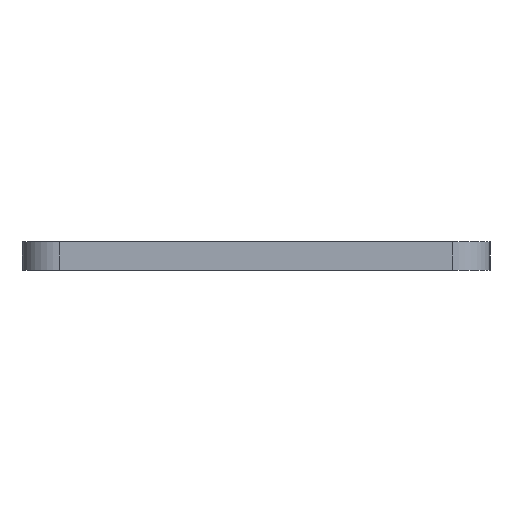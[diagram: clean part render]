
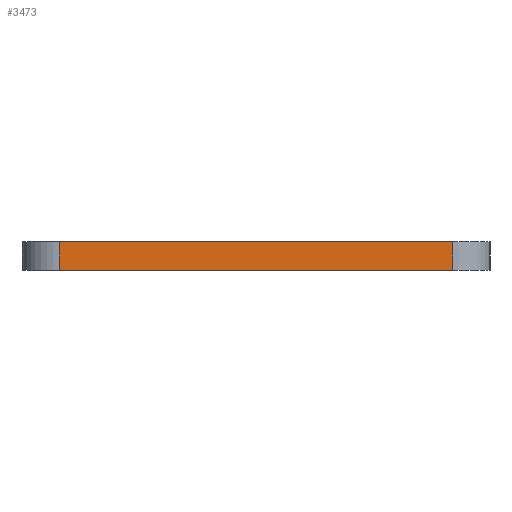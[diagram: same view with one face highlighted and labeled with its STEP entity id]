
A CAD part, left-side view. The second image highlights one B-rep face of the part: STEP entity #3473.
In plain terms, the highlighted planar face has unit normal (-1, 0, 0).
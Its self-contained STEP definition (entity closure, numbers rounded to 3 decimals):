
#66 = PLANE('',#67);
#67 = AXIS2_PLACEMENT_3D('',#68,#69,#70);
#68 = CARTESIAN_POINT('',(-65.027,0.,0.75));
#69 = DIRECTION('',(0.,0.,-1.));
#70 = DIRECTION('',(-1.,0.,0.));
#98 = PLANE('',#99);
#99 = AXIS2_PLACEMENT_3D('',#100,#101,#102);
#100 = CARTESIAN_POINT('',(-65.027,0.,-0.75));
#101 = DIRECTION('',(0.,0.,-1.));
#102 = DIRECTION('',(-1.,0.,0.));
#3333 = CYLINDRICAL_SURFACE('',#3334,2.);
#3334 = AXIS2_PLACEMENT_3D('',#3335,#3336,#3337);
#3335 = CARTESIAN_POINT('',(-68.,-10.5,-0.75));
#3336 = DIRECTION('',(-0.,-0.,-1.));
#3337 = DIRECTION('',(1.,0.,0.));
#3391 = EDGE_CURVE('',#3392,#3394,#3396,.T.);
#3392 = VERTEX_POINT('',#3393);
#3393 = CARTESIAN_POINT('',(-70.,-10.5,-0.75));
#3394 = VERTEX_POINT('',#3395);
#3395 = CARTESIAN_POINT('',(-70.,-10.5,0.75));
#3396 = SURFACE_CURVE('',#3397,(#3401,#3408),.PCURVE_S1.);
#3397 = LINE('',#3398,#3399);
#3398 = CARTESIAN_POINT('',(-70.,-10.5,-0.75));
#3399 = VECTOR('',#3400,1.);
#3400 = DIRECTION('',(0.,0.,1.));
#3401 = PCURVE('',#3333,#3402);
#3402 = DEFINITIONAL_REPRESENTATION('',(#3403),#3407);
#3403 = LINE('',#3404,#3405);
#3404 = CARTESIAN_POINT('',(-3.142,0.));
#3405 = VECTOR('',#3406,1.);
#3406 = DIRECTION('',(-0.,-1.));
#3407 = ( GEOMETRIC_REPRESENTATION_CONTEXT(2) 
PARAMETRIC_REPRESENTATION_CONTEXT() REPRESENTATION_CONTEXT('2D SPACE',''
  ) );
#3408 = PCURVE('',#3409,#3414);
#3409 = PLANE('',#3410);
#3410 = AXIS2_PLACEMENT_3D('',#3411,#3412,#3413);
#3411 = CARTESIAN_POINT('',(-70.,10.5,-0.75));
#3412 = DIRECTION('',(1.,0.,0.));
#3413 = DIRECTION('',(0.,-1.,0.));
#3414 = DEFINITIONAL_REPRESENTATION('',(#3415),#3419);
#3415 = LINE('',#3416,#3417);
#3416 = CARTESIAN_POINT('',(21.,0.));
#3417 = VECTOR('',#3418,1.);
#3418 = DIRECTION('',(0.,-1.));
#3419 = ( GEOMETRIC_REPRESENTATION_CONTEXT(2) 
PARAMETRIC_REPRESENTATION_CONTEXT() REPRESENTATION_CONTEXT('2D SPACE',''
  ) );
#3473 = ADVANCED_FACE('',(#3474),#3409,.F.);
#3474 = FACE_BOUND('',#3475,.F.);
#3475 = EDGE_LOOP('',(#3476,#3506,#3527,#3528));
#3476 = ORIENTED_EDGE('',*,*,#3477,.T.);
#3477 = EDGE_CURVE('',#3478,#3480,#3482,.T.);
#3478 = VERTEX_POINT('',#3479);
#3479 = CARTESIAN_POINT('',(-70.,10.5,-0.75));
#3480 = VERTEX_POINT('',#3481);
#3481 = CARTESIAN_POINT('',(-70.,10.5,0.75));
#3482 = SURFACE_CURVE('',#3483,(#3487,#3494),.PCURVE_S1.);
#3483 = LINE('',#3484,#3485);
#3484 = CARTESIAN_POINT('',(-70.,10.5,-0.75));
#3485 = VECTOR('',#3486,1.);
#3486 = DIRECTION('',(0.,0.,1.));
#3487 = PCURVE('',#3409,#3488);
#3488 = DEFINITIONAL_REPRESENTATION('',(#3489),#3493);
#3489 = LINE('',#3490,#3491);
#3490 = CARTESIAN_POINT('',(0.,0.));
#3491 = VECTOR('',#3492,1.);
#3492 = DIRECTION('',(0.,-1.));
#3493 = ( GEOMETRIC_REPRESENTATION_CONTEXT(2) 
PARAMETRIC_REPRESENTATION_CONTEXT() REPRESENTATION_CONTEXT('2D SPACE',''
  ) );
#3494 = PCURVE('',#3495,#3500);
#3495 = CYLINDRICAL_SURFACE('',#3496,2.);
#3496 = AXIS2_PLACEMENT_3D('',#3497,#3498,#3499);
#3497 = CARTESIAN_POINT('',(-68.,10.5,-0.75));
#3498 = DIRECTION('',(-0.,-0.,-1.));
#3499 = DIRECTION('',(1.,0.,0.));
#3500 = DEFINITIONAL_REPRESENTATION('',(#3501),#3505);
#3501 = LINE('',#3502,#3503);
#3502 = CARTESIAN_POINT('',(-3.142,0.));
#3503 = VECTOR('',#3504,1.);
#3504 = DIRECTION('',(-0.,-1.));
#3505 = ( GEOMETRIC_REPRESENTATION_CONTEXT(2) 
PARAMETRIC_REPRESENTATION_CONTEXT() REPRESENTATION_CONTEXT('2D SPACE',''
  ) );
#3506 = ORIENTED_EDGE('',*,*,#3507,.T.);
#3507 = EDGE_CURVE('',#3480,#3394,#3508,.T.);
#3508 = SURFACE_CURVE('',#3509,(#3513,#3520),.PCURVE_S1.);
#3509 = LINE('',#3510,#3511);
#3510 = CARTESIAN_POINT('',(-70.,10.5,0.75));
#3511 = VECTOR('',#3512,1.);
#3512 = DIRECTION('',(0.,-1.,0.));
#3513 = PCURVE('',#3409,#3514);
#3514 = DEFINITIONAL_REPRESENTATION('',(#3515),#3519);
#3515 = LINE('',#3516,#3517);
#3516 = CARTESIAN_POINT('',(0.,-1.5));
#3517 = VECTOR('',#3518,1.);
#3518 = DIRECTION('',(1.,0.));
#3519 = ( GEOMETRIC_REPRESENTATION_CONTEXT(2) 
PARAMETRIC_REPRESENTATION_CONTEXT() REPRESENTATION_CONTEXT('2D SPACE',''
  ) );
#3520 = PCURVE('',#66,#3521);
#3521 = DEFINITIONAL_REPRESENTATION('',(#3522),#3526);
#3522 = LINE('',#3523,#3524);
#3523 = CARTESIAN_POINT('',(4.973,10.5));
#3524 = VECTOR('',#3525,1.);
#3525 = DIRECTION('',(0.,-1.));
#3526 = ( GEOMETRIC_REPRESENTATION_CONTEXT(2) 
PARAMETRIC_REPRESENTATION_CONTEXT() REPRESENTATION_CONTEXT('2D SPACE',''
  ) );
#3527 = ORIENTED_EDGE('',*,*,#3391,.F.);
#3528 = ORIENTED_EDGE('',*,*,#3529,.F.);
#3529 = EDGE_CURVE('',#3478,#3392,#3530,.T.);
#3530 = SURFACE_CURVE('',#3531,(#3535,#3542),.PCURVE_S1.);
#3531 = LINE('',#3532,#3533);
#3532 = CARTESIAN_POINT('',(-70.,10.5,-0.75));
#3533 = VECTOR('',#3534,1.);
#3534 = DIRECTION('',(0.,-1.,0.));
#3535 = PCURVE('',#3409,#3536);
#3536 = DEFINITIONAL_REPRESENTATION('',(#3537),#3541);
#3537 = LINE('',#3538,#3539);
#3538 = CARTESIAN_POINT('',(0.,0.));
#3539 = VECTOR('',#3540,1.);
#3540 = DIRECTION('',(1.,0.));
#3541 = ( GEOMETRIC_REPRESENTATION_CONTEXT(2) 
PARAMETRIC_REPRESENTATION_CONTEXT() REPRESENTATION_CONTEXT('2D SPACE',''
  ) );
#3542 = PCURVE('',#98,#3543);
#3543 = DEFINITIONAL_REPRESENTATION('',(#3544),#3548);
#3544 = LINE('',#3545,#3546);
#3545 = CARTESIAN_POINT('',(4.973,10.5));
#3546 = VECTOR('',#3547,1.);
#3547 = DIRECTION('',(0.,-1.));
#3548 = ( GEOMETRIC_REPRESENTATION_CONTEXT(2) 
PARAMETRIC_REPRESENTATION_CONTEXT() REPRESENTATION_CONTEXT('2D SPACE',''
  ) );
